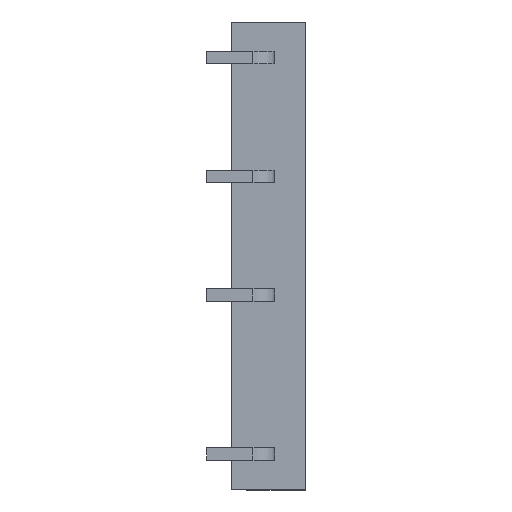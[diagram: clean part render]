
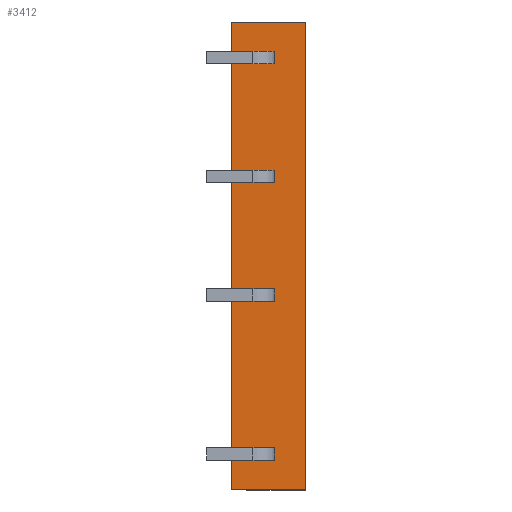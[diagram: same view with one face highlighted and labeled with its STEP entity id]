
A CAD part, top view. The second image highlights one B-rep face of the part: STEP entity #3412.
In plain terms, the highlighted planar face has unit normal (0, 0, 1).
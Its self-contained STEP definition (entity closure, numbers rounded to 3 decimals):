
#3412=ADVANCED_FACE('',(#6666,#6668,#6670,#6672,#6674),#6676,.T.);
#6666=FACE_BOUND('',#6667,.T.);
#6667=EDGE_LOOP('',(#9551,#9552,#9553,#9554));
#6668=FACE_BOUND('',#6669,.T.);
#6669=EDGE_LOOP('',(#9555,#9556,#9557,#9558));
#6670=FACE_BOUND('',#6671,.T.);
#6671=EDGE_LOOP('',(#9559,#9560,#9561,#9562));
#6672=FACE_BOUND('',#6673,.T.);
#6673=EDGE_LOOP('',(#9563,#9564,#9565,#9566));
#6674=FACE_BOUND('',#6675,.T.);
#6675=EDGE_LOOP('',(#9567,#9568,#9569,#9570));
#6676=PLANE('',#6677);
#6677=AXIS2_PLACEMENT_3D('',#6678,#6679,#6680);
#6678=CARTESIAN_POINT('',(-4.8,0.,0.));
#6679=DIRECTION('',(0.,0.,1.));
#6680=DIRECTION('',(1.,0.,0.));
#9551=ORIENTED_EDGE('',*,*,#11186,.T.);
#9552=ORIENTED_EDGE('',*,*,#11197,.T.);
#9553=ORIENTED_EDGE('',*,*,#11194,.F.);
#9554=ORIENTED_EDGE('',*,*,#11198,.F.);
#9555=ORIENTED_EDGE('',*,*,#11199,.F.);
#9556=ORIENTED_EDGE('',*,*,#11200,.F.);
#9557=ORIENTED_EDGE('',*,*,#11201,.F.);
#9558=ORIENTED_EDGE('',*,*,#11202,.F.);
#9559=ORIENTED_EDGE('',*,*,#11203,.F.);
#9560=ORIENTED_EDGE('',*,*,#11204,.F.);
#9561=ORIENTED_EDGE('',*,*,#11205,.F.);
#9562=ORIENTED_EDGE('',*,*,#11206,.F.);
#9563=ORIENTED_EDGE('',*,*,#11207,.F.);
#9564=ORIENTED_EDGE('',*,*,#11208,.F.);
#9565=ORIENTED_EDGE('',*,*,#11209,.F.);
#9566=ORIENTED_EDGE('',*,*,#11210,.F.);
#9567=ORIENTED_EDGE('',*,*,#11211,.F.);
#9568=ORIENTED_EDGE('',*,*,#11212,.F.);
#9569=ORIENTED_EDGE('',*,*,#11213,.F.);
#9570=ORIENTED_EDGE('',*,*,#11214,.F.);
#11186=EDGE_CURVE('',#13276,#13274,#13277,.T.);
#11194=EDGE_CURVE('',#13288,#13284,#13290,.T.);
#11197=EDGE_CURVE('',#13274,#13284,#13294,.T.);
#11198=EDGE_CURVE('',#13276,#13288,#13295,.T.);
#11199=EDGE_CURVE('',#13296,#13297,#13298,.T.);
#11200=EDGE_CURVE('',#13299,#13296,#13300,.T.);
#11201=EDGE_CURVE('',#13301,#13299,#13302,.T.);
#11202=EDGE_CURVE('',#13297,#13301,#13303,.T.);
#11203=EDGE_CURVE('',#13304,#13305,#13306,.T.);
#11204=EDGE_CURVE('',#13307,#13304,#13308,.T.);
#11205=EDGE_CURVE('',#13309,#13307,#13310,.T.);
#11206=EDGE_CURVE('',#13305,#13309,#13311,.T.);
#11207=EDGE_CURVE('',#13312,#13313,#13314,.T.);
#11208=EDGE_CURVE('',#13315,#13312,#13316,.T.);
#11209=EDGE_CURVE('',#13317,#13315,#13318,.T.);
#11210=EDGE_CURVE('',#13313,#13317,#13319,.T.);
#11211=EDGE_CURVE('',#13320,#13321,#13322,.T.);
#11212=EDGE_CURVE('',#13323,#13320,#13324,.T.);
#11213=EDGE_CURVE('',#13325,#13323,#13326,.T.);
#11214=EDGE_CURVE('',#13321,#13325,#13327,.T.);
#13274=VERTEX_POINT('',#18080);
#13276=VERTEX_POINT('',#18084);
#13277=LINE('',#18085,#18086);
#13284=VERTEX_POINT('',#18102);
#13288=VERTEX_POINT('',#18110);
#13290=LINE('',#18114,#18115);
#13294=LINE('',#18125,#18126);
#13295=LINE('',#18128,#18129);
#13296=VERTEX_POINT('',#18131);
#13297=VERTEX_POINT('',#18132);
#13298=LINE('',#18133,#18134);
#13299=VERTEX_POINT('',#18136);
#13300=LINE('',#18137,#18138);
#13301=VERTEX_POINT('',#18140);
#13302=LINE('',#18141,#18142);
#13303=LINE('',#18144,#18145);
#13304=VERTEX_POINT('',#18147);
#13305=VERTEX_POINT('',#18148);
#13306=LINE('',#18149,#18150);
#13307=VERTEX_POINT('',#18152);
#13308=LINE('',#18153,#18154);
#13309=VERTEX_POINT('',#18156);
#13310=LINE('',#18157,#18158);
#13311=LINE('',#18160,#18161);
#13312=VERTEX_POINT('',#18163);
#13313=VERTEX_POINT('',#18164);
#13314=LINE('',#18165,#18166);
#13315=VERTEX_POINT('',#18168);
#13316=LINE('',#18169,#18170);
#13317=VERTEX_POINT('',#18172);
#13318=LINE('',#18173,#18174);
#13319=LINE('',#18176,#18177);
#13320=VERTEX_POINT('',#18179);
#13321=VERTEX_POINT('',#18180);
#13322=LINE('',#18181,#18182);
#13323=VERTEX_POINT('',#18184);
#13324=LINE('',#18185,#18186);
#13325=VERTEX_POINT('',#18188);
#13326=LINE('',#18189,#18190);
#13327=LINE('',#18192,#18193);
#18080=CARTESIAN_POINT('',(0.,0.,0.));
#18084=CARTESIAN_POINT('',(-4.8,0.,0.));
#18085=CARTESIAN_POINT('',(-4.8,0.,0.));
#18086=VECTOR('',#18087,1.);
#18087=DIRECTION('',(1.,0.,0.));
#18102=CARTESIAN_POINT('',(0.,30.3,0.));
#18110=CARTESIAN_POINT('',(-4.8,30.3,0.));
#18114=CARTESIAN_POINT('',(-4.8,30.3,0.));
#18115=VECTOR('',#18116,1.);
#18116=DIRECTION('',(1.,0.,0.));
#18125=CARTESIAN_POINT('',(0.,0.,0.));
#18126=VECTOR('',#18127,1.);
#18127=DIRECTION('',(0.,1.,0.));
#18128=CARTESIAN_POINT('',(-4.8,0.,0.));
#18129=VECTOR('',#18130,1.);
#18130=DIRECTION('',(0.,1.,0.));
#18131=CARTESIAN_POINT('',(-2.,2.7,0.));
#18132=CARTESIAN_POINT('',(-2.8,2.7,0.));
#18133=CARTESIAN_POINT('',(-2.,2.7,0.));
#18134=VECTOR('',#18135,1.);
#18135=DIRECTION('',(-1.,0.,0.));
#18136=CARTESIAN_POINT('',(-2.,1.9,0.));
#18137=CARTESIAN_POINT('',(-2.,1.9,0.));
#18138=VECTOR('',#18139,1.);
#18139=DIRECTION('',(0.,1.,0.));
#18140=CARTESIAN_POINT('',(-2.8,1.9,0.));
#18141=CARTESIAN_POINT('',(-2.8,1.9,0.));
#18142=VECTOR('',#18143,1.);
#18143=DIRECTION('',(1.,0.,0.));
#18144=CARTESIAN_POINT('',(-2.8,2.7,0.));
#18145=VECTOR('',#18146,1.);
#18146=DIRECTION('',(0.,-1.,0.));
#18147=CARTESIAN_POINT('',(-2.,28.4,0.));
#18148=CARTESIAN_POINT('',(-2.8,28.4,0.));
#18149=CARTESIAN_POINT('',(-2.,28.4,0.));
#18150=VECTOR('',#18151,1.);
#18151=DIRECTION('',(-1.,0.,0.));
#18152=CARTESIAN_POINT('',(-2.,27.6,0.));
#18153=CARTESIAN_POINT('',(-2.,27.6,0.));
#18154=VECTOR('',#18155,1.);
#18155=DIRECTION('',(0.,1.,0.));
#18156=CARTESIAN_POINT('',(-2.8,27.6,0.));
#18157=CARTESIAN_POINT('',(-2.8,27.6,0.));
#18158=VECTOR('',#18159,1.);
#18159=DIRECTION('',(1.,0.,0.));
#18160=CARTESIAN_POINT('',(-2.8,28.4,0.));
#18161=VECTOR('',#18162,1.);
#18162=DIRECTION('',(0.,-1.,0.));
#18163=CARTESIAN_POINT('',(-2.,13.,0.));
#18164=CARTESIAN_POINT('',(-2.8,13.,0.));
#18165=CARTESIAN_POINT('',(-2.,13.,0.));
#18166=VECTOR('',#18167,1.);
#18167=DIRECTION('',(-1.,0.,0.));
#18168=CARTESIAN_POINT('',(-2.,12.2,0.));
#18169=CARTESIAN_POINT('',(-2.,12.2,0.));
#18170=VECTOR('',#18171,1.);
#18171=DIRECTION('',(0.,1.,0.));
#18172=CARTESIAN_POINT('',(-2.8,12.2,0.));
#18173=CARTESIAN_POINT('',(-2.8,12.2,0.));
#18174=VECTOR('',#18175,1.);
#18175=DIRECTION('',(1.,0.,0.));
#18176=CARTESIAN_POINT('',(-2.8,13.,0.));
#18177=VECTOR('',#18178,1.);
#18178=DIRECTION('',(0.,-1.,0.));
#18179=CARTESIAN_POINT('',(-2.,20.7,0.));
#18180=CARTESIAN_POINT('',(-2.8,20.7,0.));
#18181=CARTESIAN_POINT('',(-2.,20.7,0.));
#18182=VECTOR('',#18183,1.);
#18183=DIRECTION('',(-1.,0.,0.));
#18184=CARTESIAN_POINT('',(-2.,19.9,0.));
#18185=CARTESIAN_POINT('',(-2.,19.9,0.));
#18186=VECTOR('',#18187,1.);
#18187=DIRECTION('',(0.,1.,0.));
#18188=CARTESIAN_POINT('',(-2.8,19.9,0.));
#18189=CARTESIAN_POINT('',(-2.8,19.9,0.));
#18190=VECTOR('',#18191,1.);
#18191=DIRECTION('',(1.,0.,0.));
#18192=CARTESIAN_POINT('',(-2.8,20.7,0.));
#18193=VECTOR('',#18194,1.);
#18194=DIRECTION('',(0.,-1.,0.));
